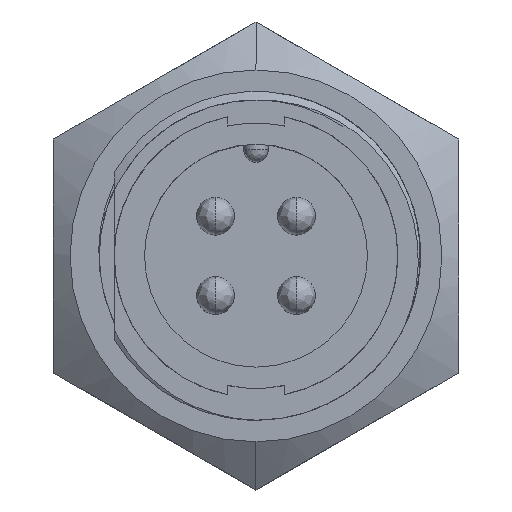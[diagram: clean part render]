
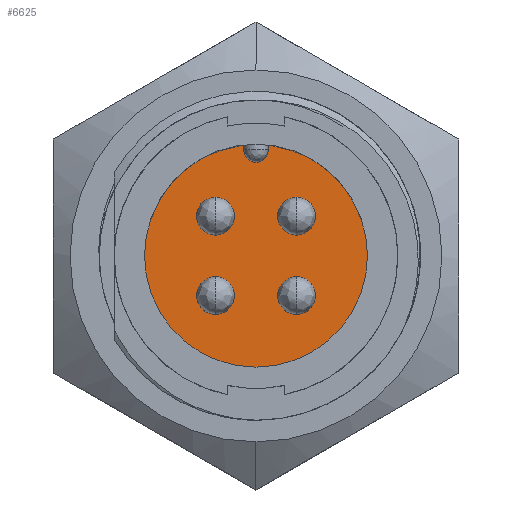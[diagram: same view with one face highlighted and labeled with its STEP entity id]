
A CAD part, top view. The second image highlights one B-rep face of the part: STEP entity #6625.
In plain terms, the highlighted planar face has unit normal (0, 0, 1).
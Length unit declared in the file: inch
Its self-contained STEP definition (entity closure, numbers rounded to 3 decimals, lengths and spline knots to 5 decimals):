
#57 = DIRECTION ( 'NONE',  ( -1., 0., 0. ) ) ;
#59 = DIRECTION ( 'NONE',  ( 0., 0., -1. ) ) ;
#61 = CARTESIAN_POINT ( 'NONE',  ( -0.1, 0.098, 0.36542 ) ) ;
#211 = DIRECTION ( 'NONE',  ( 0., -1., 0. ) ) ;
#212 = CARTESIAN_POINT ( 'NONE',  ( 0.03, 0.261, 0.36542 ) ) ;
#213 = LINE ( 'NONE', #212, #2184 ) ;
#1462 = CARTESIAN_POINT ( 'NONE',  ( 0., 0.261, 0.36542 ) ) ;
#1464 = DIRECTION ( 'NONE',  ( 0., 0., -1. ) ) ;
#1639 = DIRECTION ( 'NONE',  ( -1., 0., 0. ) ) ;
#2150 = AXIS2_PLACEMENT_3D ( 'NONE', #10273, #10272, #10271 ) ;
#2161 = AXIS2_PLACEMENT_3D ( 'NONE', #61, #59, #57 ) ;
#2184 = VECTOR ( 'NONE', #211, 39.37008 ) ;
#2328 = CARTESIAN_POINT ( 'NONE',  ( -0.05332, 0.098, 0.36542 ) ) ;
#2344 = FACE_BOUND ( 'NONE', #2522, .T. ) ;
#2345 = FACE_BOUND ( 'NONE', #2519, .T. ) ;
#2349 = FACE_OUTER_BOUND ( 'NONE', #2521, .T. ) ;
#2354 = AXIS2_PLACEMENT_3D ( 'NONE', #8910, #8772, #8818 ) ;
#2358 = FACE_BOUND ( 'NONE', #2520, .T. ) ;
#2361 = FACE_BOUND ( 'NONE', #2523, .T. ) ;
#2519 = EDGE_LOOP ( 'NONE', ( #8708, #8709 ) ) ;
#2520 = EDGE_LOOP ( 'NONE', ( #8711, #8712 ) ) ;
#2521 = EDGE_LOOP ( 'NONE', ( #8714, #8716, #8707, #8718, #8719, #8717 ) ) ;
#2522 = EDGE_LOOP ( 'NONE', ( #8722, #8723 ) ) ;
#2523 = EDGE_LOOP ( 'NONE', ( #8725, #8726 ) ) ;
#3924 = CARTESIAN_POINT ( 'NONE',  ( 0.1, -0.098, 0.36542 ) ) ;
#4295 = DIRECTION ( 'NONE',  ( -1., 0., 0. ) ) ;
#4321 = DIRECTION ( 'NONE',  ( 0., 0., -1. ) ) ;
#4562 = CARTESIAN_POINT ( 'NONE',  ( 0., 0., 0.36542 ) ) ;
#4844 = DIRECTION ( 'NONE',  ( -1., 0., 0. ) ) ;
#5030 = DIRECTION ( 'NONE',  ( -1., 0., 0. ) ) ;
#5044 = DIRECTION ( 'NONE',  ( 0., 0., -1. ) ) ;
#5176 = CARTESIAN_POINT ( 'NONE',  ( 0.1, 0.098, 0.36542 ) ) ;
#5180 = DIRECTION ( 'NONE',  ( 0., 0., 1. ) ) ;
#5308 = DIRECTION ( 'NONE',  ( 0., 0., 1. ) ) ;
#5310 = DIRECTION ( 'NONE',  ( -1., 0., 0. ) ) ;
#5330 = CARTESIAN_POINT ( 'NONE',  ( 0., 0., 0.36542 ) ) ;
#6248 = DIRECTION ( 'NONE',  ( -1., 0., 0. ) ) ;
#6249 = DIRECTION ( 'NONE',  ( 0., 0., -1. ) ) ;
#6250 = CARTESIAN_POINT ( 'NONE',  ( 0.1, 0.098, 0.36542 ) ) ;
#6625 = ADVANCED_FACE ( 'NONE', ( #2345, #2358, #2349, #2344, #2361 ), #8883, .T. ) ;
#6637 = CIRCLE ( 'NONE', #7301, 0.275 ) ;
#6659 = EDGE_CURVE ( 'NONE', #8387, #8388, #6752, .T. ) ;
#6707 = EDGE_CURVE ( 'NONE', #8212, #8217, #6735, .T. ) ;
#6733 = CIRCLE ( 'NONE', #7049, 0.04668 ) ;
#6735 = CIRCLE ( 'NONE', #7213, 0.04668 ) ;
#6752 = CIRCLE ( 'NONE', #7320, 0.03 ) ;
#6786 = CIRCLE ( 'NONE', #6961, 0.275 ) ;
#6841 = CIRCLE ( 'NONE', #7338, 0.04668 ) ;
#6858 = EDGE_CURVE ( 'NONE', #8418, #8319, #7124, .T. ) ;
#6915 = CIRCLE ( 'NONE', #2161, 0.04668 ) ;
#6929 = AXIS2_PLACEMENT_3D ( 'NONE', #9755, #9760, #9763 ) ;
#6939 = EDGE_CURVE ( 'NONE', #8241, #8271, #6637, .T. ) ;
#6961 = AXIS2_PLACEMENT_3D ( 'NONE', #4562, #5180, #4844 ) ;
#6968 = AXIS2_PLACEMENT_3D ( 'NONE', #9208, #9210, #9211 ) ;
#6983 = CIRCLE ( 'NONE', #7070, 0.04668 ) ;
#7045 = EDGE_CURVE ( 'NONE', #8271, #8395, #6786, .T. ) ;
#7049 = AXIS2_PLACEMENT_3D ( 'NONE', #9712, #9721, #9722 ) ;
#7070 = AXIS2_PLACEMENT_3D ( 'NONE', #6250, #6249, #6248 ) ;
#7100 = EDGE_CURVE ( 'NONE', #8319, #8418, #6983, .T. ) ;
#7124 = CIRCLE ( 'NONE', #7184, 0.04668 ) ;
#7184 = AXIS2_PLACEMENT_3D ( 'NONE', #5176, #5044, #5030 ) ;
#7213 = AXIS2_PLACEMENT_3D ( 'NONE', #3924, #4321, #4295 ) ;
#7256 = VECTOR ( 'NONE', #9519, 39.37008 ) ;
#7264 = EDGE_CURVE ( 'NONE', #8416, #8241, #7348, .T. ) ;
#7301 = AXIS2_PLACEMENT_3D ( 'NONE', #5330, #5308, #5310 ) ;
#7315 = EDGE_CURVE ( 'NONE', #8316, #8290, #6733, .T. ) ;
#7320 = AXIS2_PLACEMENT_3D ( 'NONE', #1462, #1464, #1639 ) ;
#7338 = AXIS2_PLACEMENT_3D ( 'NONE', #9770, #8036, #8035 ) ;
#7348 = CIRCLE ( 'NONE', #6968, 0.275 ) ;
#7367 = EDGE_CURVE ( 'NONE', #8388, #8416, #9515, .T. ) ;
#7392 = EDGE_CURVE ( 'NONE', #8290, #8316, #7556, .T. ) ;
#7395 = EDGE_CURVE ( 'NONE', #8217, #8212, #6841, .T. ) ;
#7475 = EDGE_CURVE ( 'NONE', #8395, #8387, #213, .T. ) ;
#7506 = EDGE_CURVE ( 'NONE', #8431, #8297, #6915, .T. ) ;
#7514 = CIRCLE ( 'NONE', #2150, 0.04668 ) ;
#7516 = EDGE_CURVE ( 'NONE', #8297, #8431, #7514, .T. ) ;
#7556 = CIRCLE ( 'NONE', #6929, 0.04668 ) ;
#8035 = DIRECTION ( 'NONE',  ( -1., 0., 0. ) ) ;
#8036 = DIRECTION ( 'NONE',  ( 0., 0., -1. ) ) ;
#8212 = VERTEX_POINT ( 'NONE', #9907 ) ;
#8217 = VERTEX_POINT ( 'NONE', #9902 ) ;
#8241 = VERTEX_POINT ( 'NONE', #9875 ) ;
#8271 = VERTEX_POINT ( 'NONE', #9841 ) ;
#8290 = VERTEX_POINT ( 'NONE', #9820 ) ;
#8297 = VERTEX_POINT ( 'NONE', #9814 ) ;
#8316 = VERTEX_POINT ( 'NONE', #9792 ) ;
#8319 = VERTEX_POINT ( 'NONE', #9790 ) ;
#8387 = VERTEX_POINT ( 'NONE', #10310 ) ;
#8388 = VERTEX_POINT ( 'NONE', #10303 ) ;
#8395 = VERTEX_POINT ( 'NONE', #10098 ) ;
#8416 = VERTEX_POINT ( 'NONE', #9893 ) ;
#8418 = VERTEX_POINT ( 'NONE', #10034 ) ;
#8431 = VERTEX_POINT ( 'NONE', #2328 ) ;
#8707 = ORIENTED_EDGE ( 'NONE', *, *, #7045, .T. ) ;
#8708 = ORIENTED_EDGE ( 'NONE', *, *, #7392, .T. ) ;
#8709 = ORIENTED_EDGE ( 'NONE', *, *, #7315, .T. ) ;
#8711 = ORIENTED_EDGE ( 'NONE', *, *, #6858, .T. ) ;
#8712 = ORIENTED_EDGE ( 'NONE', *, *, #7100, .T. ) ;
#8714 = ORIENTED_EDGE ( 'NONE', *, *, #7264, .T. ) ;
#8716 = ORIENTED_EDGE ( 'NONE', *, *, #6939, .T. ) ;
#8717 = ORIENTED_EDGE ( 'NONE', *, *, #7367, .T. ) ;
#8718 = ORIENTED_EDGE ( 'NONE', *, *, #7475, .T. ) ;
#8719 = ORIENTED_EDGE ( 'NONE', *, *, #6659, .T. ) ;
#8722 = ORIENTED_EDGE ( 'NONE', *, *, #6707, .T. ) ;
#8723 = ORIENTED_EDGE ( 'NONE', *, *, #7395, .T. ) ;
#8725 = ORIENTED_EDGE ( 'NONE', *, *, #7516, .T. ) ;
#8726 = ORIENTED_EDGE ( 'NONE', *, *, #7506, .T. ) ;
#8772 = DIRECTION ( 'NONE',  ( 0., 0., 1. ) ) ;
#8818 = DIRECTION ( 'NONE',  ( 1., 0., 0. ) ) ;
#8883 = PLANE ( 'NONE',  #2354 ) ;
#8910 = CARTESIAN_POINT ( 'NONE',  ( 0., 0.261, 0.36542 ) ) ;
#9208 = CARTESIAN_POINT ( 'NONE',  ( 0., 0., 0.36542 ) ) ;
#9210 = DIRECTION ( 'NONE',  ( 0., 0., 1. ) ) ;
#9211 = DIRECTION ( 'NONE',  ( -1., 0., 0. ) ) ;
#9515 = LINE ( 'NONE', #9517, #7256 ) ;
#9517 = CARTESIAN_POINT ( 'NONE',  ( -0.03, 0.261, 0.36542 ) ) ;
#9519 = DIRECTION ( 'NONE',  ( 0., 1., 0. ) ) ;
#9712 = CARTESIAN_POINT ( 'NONE',  ( -0.1, -0.098, 0.36542 ) ) ;
#9721 = DIRECTION ( 'NONE',  ( 0., 0., -1. ) ) ;
#9722 = DIRECTION ( 'NONE',  ( -1., 0., 0. ) ) ;
#9755 = CARTESIAN_POINT ( 'NONE',  ( -0.1, -0.098, 0.36542 ) ) ;
#9760 = DIRECTION ( 'NONE',  ( 0., 0., -1. ) ) ;
#9763 = DIRECTION ( 'NONE',  ( -1., 0., 0. ) ) ;
#9770 = CARTESIAN_POINT ( 'NONE',  ( 0.1, -0.098, 0.36542 ) ) ;
#9790 = CARTESIAN_POINT ( 'NONE',  ( 0.14668, 0.098, 0.36542 ) ) ;
#9792 = CARTESIAN_POINT ( 'NONE',  ( -0.05332, -0.098, 0.36542 ) ) ;
#9814 = CARTESIAN_POINT ( 'NONE',  ( -0.14668, 0.098, 0.36542 ) ) ;
#9820 = CARTESIAN_POINT ( 'NONE',  ( -0.14668, -0.098, 0.36542 ) ) ;
#9841 = CARTESIAN_POINT ( 'NONE',  ( 0.275, 0., 0.36542 ) ) ;
#9875 = CARTESIAN_POINT ( 'NONE',  ( -0.275, 0., 0.36542 ) ) ;
#9893 = CARTESIAN_POINT ( 'NONE',  ( -0.03, 0.27336, 0.36542 ) ) ;
#9902 = CARTESIAN_POINT ( 'NONE',  ( 0.14668, -0.098, 0.36542 ) ) ;
#9907 = CARTESIAN_POINT ( 'NONE',  ( 0.05332, -0.098, 0.36542 ) ) ;
#10034 = CARTESIAN_POINT ( 'NONE',  ( 0.05332, 0.098, 0.36542 ) ) ;
#10098 = CARTESIAN_POINT ( 'NONE',  ( 0.03, 0.27336, 0.36542 ) ) ;
#10271 = DIRECTION ( 'NONE',  ( -1., 0., 0. ) ) ;
#10272 = DIRECTION ( 'NONE',  ( 0., 0., -1. ) ) ;
#10273 = CARTESIAN_POINT ( 'NONE',  ( -0.1, 0.098, 0.36542 ) ) ;
#10303 = CARTESIAN_POINT ( 'NONE',  ( -0.03, 0.261, 0.36542 ) ) ;
#10310 = CARTESIAN_POINT ( 'NONE',  ( 0.03, 0.261, 0.36542 ) ) ;
